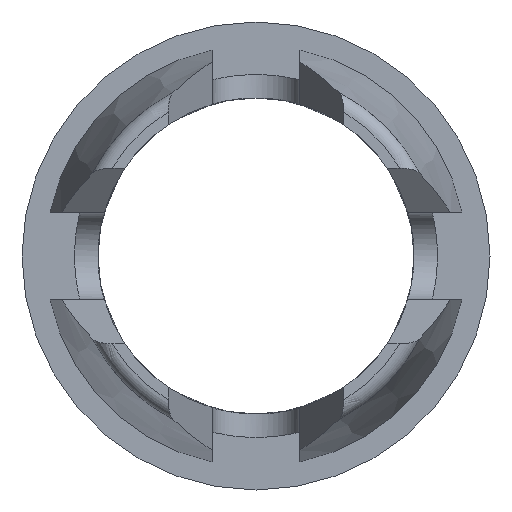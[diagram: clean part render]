
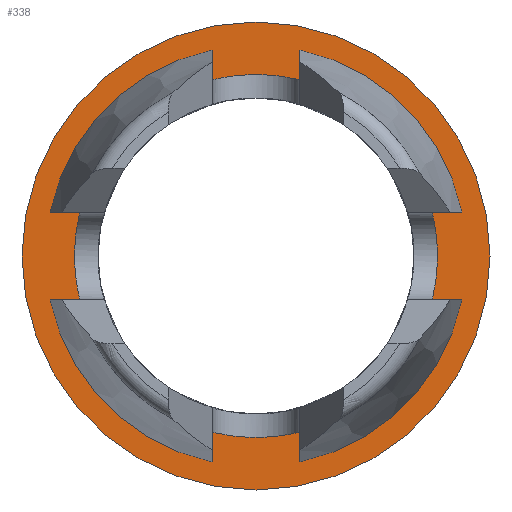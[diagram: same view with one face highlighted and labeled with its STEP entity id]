
A CAD part, front view. The second image highlights one B-rep face of the part: STEP entity #338.
In plain terms, the highlighted planar face has unit normal (0, -1, 0).
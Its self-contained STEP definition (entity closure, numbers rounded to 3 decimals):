
#317 = ORIENTED_EDGE ( 'NONE', *, *, #2941, .F. ) ;
#318 = ORIENTED_EDGE ( 'NONE', *, *, #319, .F. ) ;
#319 = EDGE_CURVE ( 'NONE', #2942, #2940, #3835, .T. ) ;
#338 = ADVANCED_FACE ( 'NONE', ( #3858, #3857 ), #3856, .T. ) ;
#339 = EDGE_LOOP ( 'NONE', ( #340, #341 ) ) ;
#340 = ORIENTED_EDGE ( 'NONE', *, *, #2650, .T. ) ;
#341 = ORIENTED_EDGE ( 'NONE', *, *, #342, .T. ) ;
#342 = EDGE_CURVE ( 'NONE', #2648, #2651, #3851, .T. ) ;
#343 = EDGE_LOOP ( 'NONE', ( #317, #318 ) ) ;
#2648 = VERTEX_POINT ( 'NONE', #10566 ) ;
#2650 = EDGE_CURVE ( 'NONE', #2651, #2648, #10565, .T. ) ;
#2651 = VERTEX_POINT ( 'NONE', #10560 ) ;
#2940 = VERTEX_POINT ( 'NONE', #11118 ) ;
#2941 = EDGE_CURVE ( 'NONE', #2940, #2942, #11117, .T. ) ;
#2942 = VERTEX_POINT ( 'NONE', #11112 ) ;
#3832 = DIRECTION ( 'NONE',  ( 0., 0., -1. ) ) ;
#3833 = DIRECTION ( 'NONE',  ( 0., -1., 0. ) ) ;
#3834 = AXIS2_PLACEMENT_3D ( 'NONE', #3840, #3833, #3832 ) ;
#3835 = CIRCLE ( 'NONE', #3834, 6.2 ) ;
#3840 = CARTESIAN_POINT ( 'NONE',  ( 0., 10., 0. ) ) ;
#3851 = CIRCLE ( 'NONE', #3898, 8. ) ;
#3852 = DIRECTION ( 'NONE',  ( 0., 0., -1. ) ) ;
#3853 = DIRECTION ( 'NONE',  ( 0., -1., 0. ) ) ;
#3854 = CARTESIAN_POINT ( 'NONE',  ( 8., 10., 0. ) ) ;
#3855 = AXIS2_PLACEMENT_3D ( 'NONE', #3854, #3853, #3852 ) ;
#3856 = PLANE ( 'NONE',  #3855 ) ;
#3857 = FACE_BOUND ( 'NONE', #343, .T. ) ;
#3858 = FACE_OUTER_BOUND ( 'NONE', #339, .T. ) ;
#3895 = DIRECTION ( 'NONE',  ( 0., 0., -1. ) ) ;
#3896 = DIRECTION ( 'NONE',  ( 0., -1., 0. ) ) ;
#3897 = CARTESIAN_POINT ( 'NONE',  ( 0., 10., 0. ) ) ;
#3898 = AXIS2_PLACEMENT_3D ( 'NONE', #3897, #3896, #3895 ) ;
#10560 = CARTESIAN_POINT ( 'NONE',  ( 0., 10., -8. ) ) ;
#10561 = DIRECTION ( 'NONE',  ( 0., 0., -1. ) ) ;
#10562 = DIRECTION ( 'NONE',  ( 0., -1., 0. ) ) ;
#10563 = CARTESIAN_POINT ( 'NONE',  ( 0., 10., 0. ) ) ;
#10564 = AXIS2_PLACEMENT_3D ( 'NONE', #10563, #10562, #10561 ) ;
#10565 = CIRCLE ( 'NONE', #10564, 8. ) ;
#10566 = CARTESIAN_POINT ( 'NONE',  ( 0., 10., 8. ) ) ;
#11112 = CARTESIAN_POINT ( 'NONE',  ( 0., 10., 6.2 ) ) ;
#11113 = DIRECTION ( 'NONE',  ( 0., 0., -1. ) ) ;
#11114 = DIRECTION ( 'NONE',  ( 0., -1., 0. ) ) ;
#11115 = CARTESIAN_POINT ( 'NONE',  ( 0., 10., 0. ) ) ;
#11116 = AXIS2_PLACEMENT_3D ( 'NONE', #11115, #11114, #11113 ) ;
#11117 = CIRCLE ( 'NONE', #11116, 6.2 ) ;
#11118 = CARTESIAN_POINT ( 'NONE',  ( 0., 10., -6.2 ) ) ;
